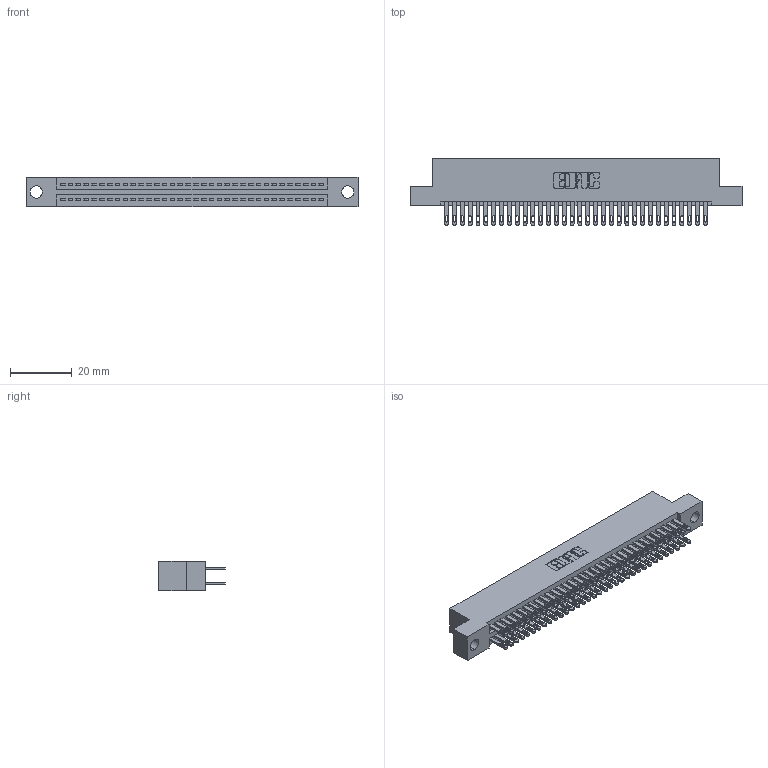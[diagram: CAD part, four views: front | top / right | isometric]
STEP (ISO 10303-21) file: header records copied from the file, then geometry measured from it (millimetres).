
FILE_DESCRIPTION (( 'STEP AP203' ), '1' );
FILE_NAME ('895-068-500-204.STEP', '2020-09-28T15:02:53', ( '' ), ( '' ), 'SwSTEP 2.0', 'SolidWorks 2020', '' );
FILE_SCHEMA (( 'CONFIG_CONTROL_DESIGN' ));
Length unit declared in the file: inch
Products named in the file (3): 345-292-001_345-293-100; 845 Part_Flush Mounting Lugs - 0.156 Dia-TH; 895-068-500-204
Assembly tree (69 placements, depth 2):
  895-068-500-204
    845 Part_Flush Mounting Lugs - 0.156 Dia-TH
    345-292-001_345-293-100  x68
Bounding box: 107.57 x 21.51 x 9.4 mm (x, y, z)
Volume: 10495 mm3; surface area: 15867.2 mm2
Topology: 69 solids, 69 shells, 3254 faces, 9929 edges, 6618 vertices
Faces by surface type: plane 1916, cylinder 1338
Entity records: 27687 total; most frequent: CARTESIAN_POINT 4648, ORIENTED_EDGE 4582, DIRECTION 4111, EDGE_CURVE 2291, VECTOR 2019, LINE 2019, VERTEX_POINT 1526, AXIS2_PLACEMENT_3D 1046
